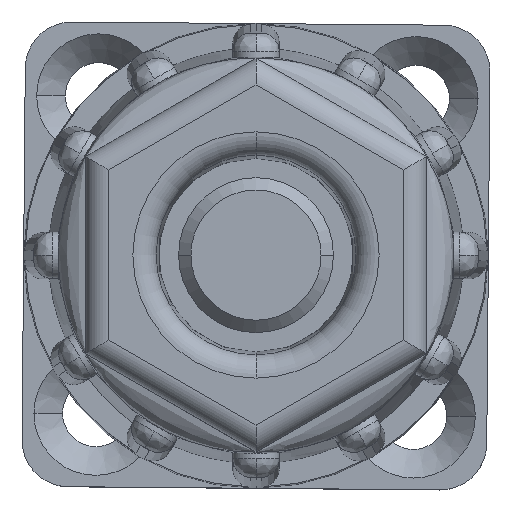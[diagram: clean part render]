
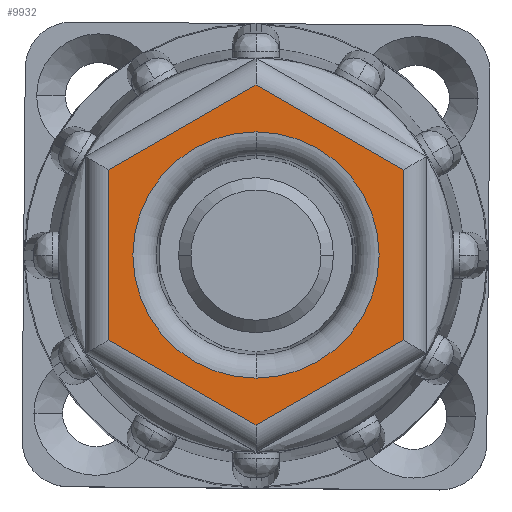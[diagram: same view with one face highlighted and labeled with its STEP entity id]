
A CAD part, top view. The second image highlights one B-rep face of the part: STEP entity #9932.
In plain terms, the highlighted planar face has unit normal (0, 0, 1).
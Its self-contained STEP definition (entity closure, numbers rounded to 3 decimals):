
#11 = EDGE_CURVE ( 'NONE', #7166, #6771, #1753, .T. ) ;
#79 = DIRECTION ( 'NONE',  ( 0., 1., 0. ) ) ;
#160 = VERTEX_POINT ( 'NONE', #2064 ) ;
#168 = LINE ( 'NONE', #9637, #8954 ) ;
#248 = DIRECTION ( 'NONE',  ( -0.866, -0.5, 0. ) ) ;
#366 = CARTESIAN_POINT ( 'NONE',  ( 11., 6.351, 30. ) ) ;
#458 = CARTESIAN_POINT ( 'NONE',  ( 0., -10.97, 30. ) ) ;
#464 = VERTEX_POINT ( 'NONE', #458 ) ;
#485 = DIRECTION ( 'NONE',  ( -1., 0., 0. ) ) ;
#1465 = CARTESIAN_POINT ( 'NONE',  ( 0.75, -11.403, 30. ) ) ;
#1624 = LINE ( 'NONE', #3064, #6671 ) ;
#1688 = DIRECTION ( 'NONE',  ( 0., 0., 1. ) ) ;
#1753 = LINE ( 'NONE', #2661, #11135 ) ;
#2064 = CARTESIAN_POINT ( 'NONE',  ( -9.5, 5.485, 30. ) ) ;
#2579 = EDGE_CURVE ( 'NONE', #6771, #464, #4774, .T. ) ;
#2661 = CARTESIAN_POINT ( 'NONE',  ( 9.5, 6.351, 30. ) ) ;
#2776 = DIRECTION ( 'NONE',  ( 0., 0., 1. ) ) ;
#2834 = CARTESIAN_POINT ( 'NONE',  ( 0., 7.949, 30. ) ) ;
#2949 = EDGE_CURVE ( 'NONE', #464, #11502, #11356, .T. ) ;
#3029 = EDGE_CURVE ( 'NONE', #11312, #7166, #168, .T. ) ;
#3064 = CARTESIAN_POINT ( 'NONE',  ( -9.5, 6.351, 30. ) ) ;
#3403 = CARTESIAN_POINT ( 'NONE',  ( 0., -7.949, 30. ) ) ;
#3627 = CARTESIAN_POINT ( 'NONE',  ( 9.5, -5.485, 30. ) ) ;
#3638 = CARTESIAN_POINT ( 'NONE',  ( 0., 0., 30. ) ) ;
#3737 = ORIENTED_EDGE ( 'NONE', *, *, #2949, .F. ) ;
#3790 = AXIS2_PLACEMENT_3D ( 'NONE', #8890, #1688, #79 ) ;
#3864 = ORIENTED_EDGE ( 'NONE', *, *, #2579, .F. ) ;
#4004 = EDGE_CURVE ( 'NONE', #5550, #8511, #11205, .T. ) ;
#4303 = DIRECTION ( 'NONE',  ( 0.866, 0.5, 0. ) ) ;
#4774 = LINE ( 'NONE', #9644, #6313 ) ;
#5005 = ORIENTED_EDGE ( 'NONE', *, *, #3029, .F. ) ;
#5080 = CARTESIAN_POINT ( 'NONE',  ( 6.25, 14.578, 30. ) ) ;
#5294 = EDGE_CURVE ( 'NONE', #160, #11312, #8763, .T. ) ;
#5339 = DIRECTION ( 'NONE',  ( 0., -1., 0. ) ) ;
#5489 = DIRECTION ( 'NONE',  ( 0., 1., 0. ) ) ;
#5550 = VERTEX_POINT ( 'NONE', #2834 ) ;
#5590 = ORIENTED_EDGE ( 'NONE', *, *, #4004, .F. ) ;
#6033 = ORIENTED_EDGE ( 'NONE', *, *, #10303, .F. ) ;
#6252 = FACE_OUTER_BOUND ( 'NONE', #7000, .T. ) ;
#6313 = VECTOR ( 'NONE', #248, 1000. ) ;
#6377 = ORIENTED_EDGE ( 'NONE', *, *, #11, .F. ) ;
#6618 = CARTESIAN_POINT ( 'NONE',  ( 9.5, 5.485, 30. ) ) ;
#6646 = PLANE ( 'NONE',  #10094 ) ;
#6671 = VECTOR ( 'NONE', #10292, 1000. ) ;
#6771 = VERTEX_POINT ( 'NONE', #3627 ) ;
#6793 = ORIENTED_EDGE ( 'NONE', *, *, #5294, .F. ) ;
#7000 = EDGE_LOOP ( 'NONE', ( #6793, #7743, #3737, #3864, #6377, #5005 ) ) ;
#7166 = VERTEX_POINT ( 'NONE', #6618 ) ;
#7240 = CIRCLE ( 'NONE', #8660, 7.949 ) ;
#7743 = ORIENTED_EDGE ( 'NONE', *, *, #10954, .F. ) ;
#7777 = FACE_BOUND ( 'NONE', #9516, .T. ) ;
#8511 = VERTEX_POINT ( 'NONE', #3403 ) ;
#8660 = AXIS2_PLACEMENT_3D ( 'NONE', #3638, #2776, #5489 ) ;
#8763 = LINE ( 'NONE', #5080, #9615 ) ;
#8890 = CARTESIAN_POINT ( 'NONE',  ( 0., 0., 30. ) ) ;
#8954 = VECTOR ( 'NONE', #9989, 1000. ) ;
#9516 = EDGE_LOOP ( 'NONE', ( #5590, #6033 ) ) ;
#9596 = DIRECTION ( 'NONE',  ( -0.866, 0.5, 0. ) ) ;
#9615 = VECTOR ( 'NONE', #4303, 1000. ) ;
#9637 = CARTESIAN_POINT ( 'NONE',  ( 10.25, 5.052, 30. ) ) ;
#9644 = CARTESIAN_POINT ( 'NONE',  ( 15.75, -1.876, 30. ) ) ;
#9765 = CARTESIAN_POINT ( 'NONE',  ( -9.5, -5.485, 30. ) ) ;
#9807 = VECTOR ( 'NONE', #9596, 1000. ) ;
#9932 = ADVANCED_FACE ( 'NONE', ( #6252, #7777 ), #6646, .F. ) ;
#9989 = DIRECTION ( 'NONE',  ( 0.866, -0.5, 0. ) ) ;
#10094 = AXIS2_PLACEMENT_3D ( 'NONE', #366, #11123, #485 ) ;
#10292 = DIRECTION ( 'NONE',  ( 0., 1., 0. ) ) ;
#10303 = EDGE_CURVE ( 'NONE', #8511, #5550, #7240, .T. ) ;
#10954 = EDGE_CURVE ( 'NONE', #11502, #160, #1624, .T. ) ;
#11074 = CARTESIAN_POINT ( 'NONE',  ( 0., 10.97, 30. ) ) ;
#11123 = DIRECTION ( 'NONE',  ( 0., 0., -1. ) ) ;
#11135 = VECTOR ( 'NONE', #5339, 1000. ) ;
#11205 = CIRCLE ( 'NONE', #3790, 7.949 ) ;
#11312 = VERTEX_POINT ( 'NONE', #11074 ) ;
#11356 = LINE ( 'NONE', #1465, #9807 ) ;
#11502 = VERTEX_POINT ( 'NONE', #9765 ) ;
